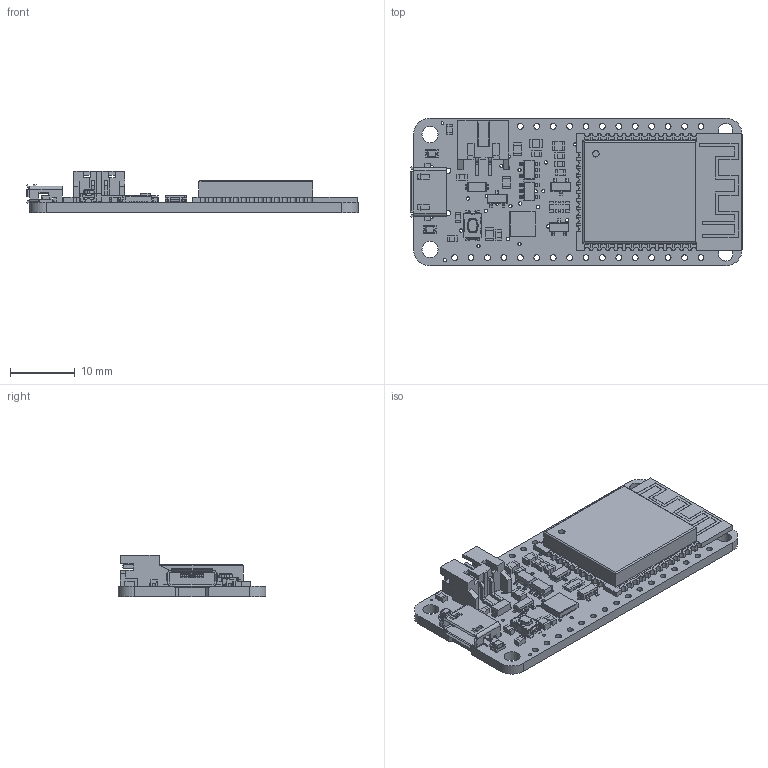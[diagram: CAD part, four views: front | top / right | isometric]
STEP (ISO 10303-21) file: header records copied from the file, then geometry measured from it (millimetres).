
FILE_DESCRIPTION(/* description */ (''),/* implementation_level */ '2;1');
FILE_NAME(/* name */ 'Adafruit HUZZAH32 ESP32 Feather.step',/* time_stamp */ '2019-03-12T20:39:07-04:00',/* author */ ('Adafruit'),/* organization */ (''),/* preprocessor_version */ 'ST-DEVELOPER v17.2',/* originating_system */ 'Autodesk Translation Framework v7.6.0.251',/* authorisation */ '');
FILE_SCHEMA (('AUTOMOTIVE_DESIGN { 1 0 10303 214 3 1 1 }'));
Length unit declared in the file: millimetre
Products named in the file (16): Adafruit HUZZAH32 ESP32 Feather; PCB Component; Board; 10uF; 4.7K; MCP73831T-2ACI/OT; MBR120; JSTPH; RED; KMR2; CP2104; 20329; mmbt2222; ESP32_WROOM32_SKINNY; DMG3415U; 10K
Assembly tree (30 placements, depth 3):
  Adafruit HUZZAH32 ESP32 Feather
    PCB Component
      Board
      10uF  x5
      4.7K  x9
      MCP73831T-2ACI/OT  x2
      MBR120
      JSTPH
      RED  x2
      KMR2
      CP2104
      20329
      mmbt2222  x2
      ESP32_WROOM32_SKINNY
      DMG3415U
      10K
Bounding box: 51.35 x 22.86 x 6.37 mm (x, y, z)
Volume: 3037.1 mm3; surface area: 5712.1 mm2
Topology: 46 solids, 46 shells, 2057 faces, 5752 edges, 3742 vertices
Faces by surface type: plane 1566, cylinder 453, bspline 18, sphere 8, torus 6, cone 6
Full cylindrical faces by diameter (mm): 0.394 x1, 0.483 x6, 0.5 x91, 0.7 x2, 0.8 x2, 0.9 x28, 1 x1, 2.2 x2, 2.5 x2
Entity records: 58060 total; most frequent: CARTESIAN_POINT 11229, ORIENTED_EDGE 9662, DIRECTION 9071, EDGE_CURVE 4831, LINE 3963, VECTOR 3963, VERTEX_POINT 3150, AXIS2_PLACEMENT_3D 2554
